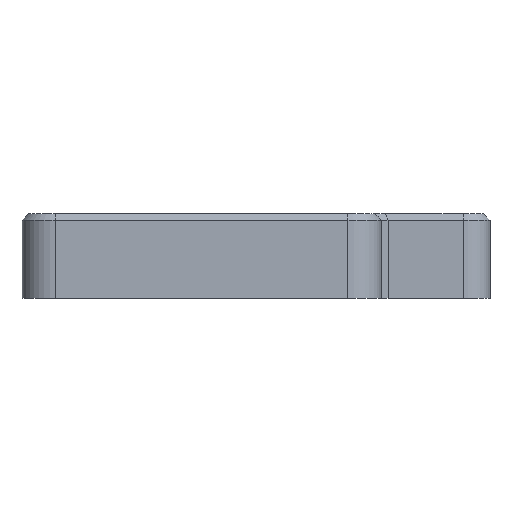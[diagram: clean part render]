
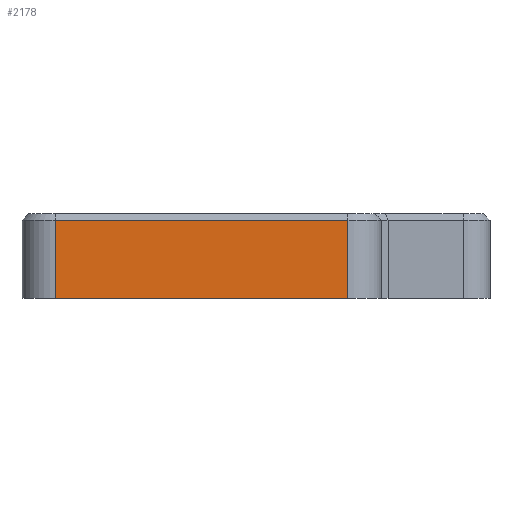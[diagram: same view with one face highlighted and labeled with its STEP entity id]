
A CAD part, front view. The second image highlights one B-rep face of the part: STEP entity #2178.
In plain terms, the highlighted planar face has unit normal (0, -1, 0).
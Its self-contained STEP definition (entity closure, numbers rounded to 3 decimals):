
#243=FACE_OUTER_BOUND('',#374,.T.);
#374=EDGE_LOOP('',(#1737,#1738,#1739,#1740));
#632=LINE('',#3408,#863);
#646=LINE('',#3447,#877);
#648=LINE('',#3453,#879);
#649=LINE('',#3454,#880);
#863=VECTOR('',#2747,10.);
#877=VECTOR('',#2789,10.);
#879=VECTOR('',#2795,10.);
#880=VECTOR('',#2796,10.);
#1050=VERTEX_POINT('',#3398);
#1052=VERTEX_POINT('',#3404);
#1064=VERTEX_POINT('',#3446);
#1066=VERTEX_POINT('',#3452);
#1302=EDGE_CURVE('',#1050,#1052,#632,.T.);
#1322=EDGE_CURVE('',#1052,#1064,#646,.T.);
#1325=EDGE_CURVE('',#1066,#1050,#648,.T.);
#1326=EDGE_CURVE('',#1064,#1066,#649,.T.);
#1737=ORIENTED_EDGE('',*,*,#1302,.F.);
#1738=ORIENTED_EDGE('',*,*,#1325,.F.);
#1739=ORIENTED_EDGE('',*,*,#1326,.F.);
#1740=ORIENTED_EDGE('',*,*,#1322,.F.);
#2085=PLANE('',#2324);
#2178=ADVANCED_FACE('',(#243),#2085,.T.);
#2324=AXIS2_PLACEMENT_3D('',#3451,#2793,#2794);
#2747=DIRECTION('',(1.,0.,0.));
#2789=DIRECTION('',(0.,0.,-1.));
#2793=DIRECTION('center_axis',(0.,-1.,0.));
#2794=DIRECTION('ref_axis',(-1.,0.,0.));
#2795=DIRECTION('',(0.,0.,1.));
#2796=DIRECTION('',(-1.,0.,0.));
#3398=CARTESIAN_POINT('',(-15.,-60.,511.7));
#3404=CARTESIAN_POINT('',(28.75,-60.,511.7));
#3408=CARTESIAN_POINT('',(20.313,-60.,511.7));
#3446=CARTESIAN_POINT('',(28.75,-60.,500.));
#3447=CARTESIAN_POINT('',(28.75,-60.,512.7));
#3451=CARTESIAN_POINT('Origin',(33.75,-60.,512.7));
#3452=CARTESIAN_POINT('',(-15.,-60.,500.));
#3453=CARTESIAN_POINT('',(-15.,-60.,512.7));
#3454=CARTESIAN_POINT('',(-20.,-60.,500.));
